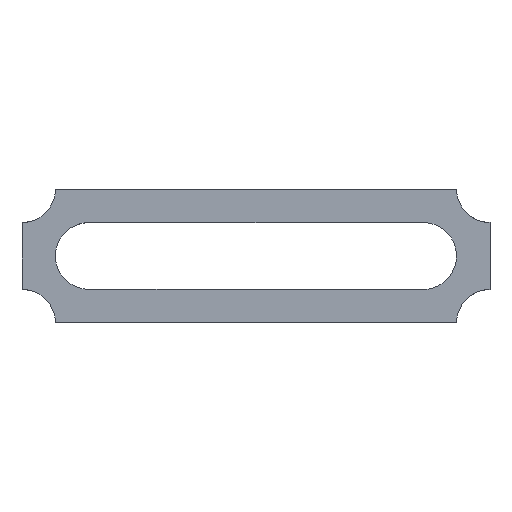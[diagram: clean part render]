
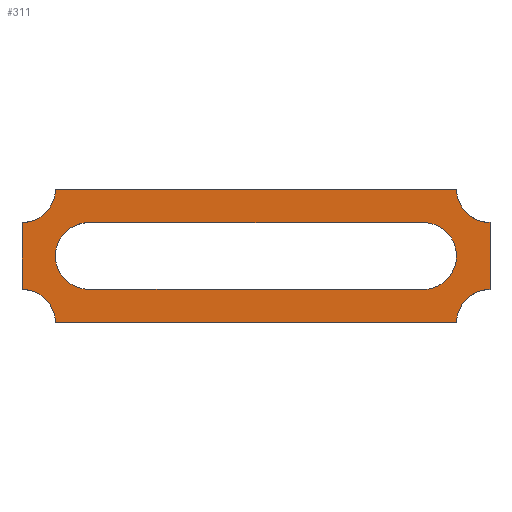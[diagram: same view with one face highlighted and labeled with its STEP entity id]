
A CAD part, top view. The second image highlights one B-rep face of the part: STEP entity #311.
In plain terms, the highlighted planar face has unit normal (0, 0, 1).
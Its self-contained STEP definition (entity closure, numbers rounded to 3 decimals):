
#19=FACE_BOUND('',#80,.T.);
#26=CIRCLE('',#330,5.);
#28=CIRCLE('',#334,5.);
#30=CIRCLE('',#339,5.);
#32=CIRCLE('',#343,5.);
#34=CIRCLE('',#347,5.);
#36=CIRCLE('',#351,5.);
#59=FACE_OUTER_BOUND('',#79,.T.);
#79=EDGE_LOOP('',(#265,#266,#267,#268,#269,#270,#271,#272));
#80=EDGE_LOOP('',(#273,#274,#275,#276));
#85=LINE('',#447,#111);
#89=LINE('',#459,#115);
#96=LINE('',#637,#122);
#100=LINE('',#649,#126);
#104=LINE('',#661,#130);
#108=LINE('',#671,#134);
#111=VECTOR('',#361,10.);
#115=VECTOR('',#373,10.);
#122=VECTOR('',#398,10.);
#126=VECTOR('',#410,10.);
#130=VECTOR('',#422,10.);
#134=VECTOR('',#434,10.);
#137=VERTEX_POINT('',#444);
#138=VERTEX_POINT('',#446);
#140=VERTEX_POINT('',#452);
#142=VERTEX_POINT('',#458);
#149=VERTEX_POINT('',#628);
#150=VERTEX_POINT('',#630);
#152=VERTEX_POINT('',#636);
#154=VERTEX_POINT('',#642);
#156=VERTEX_POINT('',#648);
#158=VERTEX_POINT('',#654);
#160=VERTEX_POINT('',#660);
#162=VERTEX_POINT('',#666);
#165=EDGE_CURVE('',#138,#137,#85,.T.);
#168=EDGE_CURVE('',#140,#138,#26,.T.);
#171=EDGE_CURVE('',#142,#140,#89,.T.);
#174=EDGE_CURVE('',#137,#142,#28,.T.);
#183=EDGE_CURVE('',#150,#149,#30,.T.);
#186=EDGE_CURVE('',#152,#150,#96,.T.);
#189=EDGE_CURVE('',#154,#152,#32,.T.);
#192=EDGE_CURVE('',#156,#154,#100,.T.);
#195=EDGE_CURVE('',#158,#156,#34,.T.);
#198=EDGE_CURVE('',#160,#158,#104,.T.);
#201=EDGE_CURVE('',#162,#160,#36,.T.);
#204=EDGE_CURVE('',#149,#162,#108,.T.);
#265=ORIENTED_EDGE('',*,*,#204,.T.);
#266=ORIENTED_EDGE('',*,*,#201,.T.);
#267=ORIENTED_EDGE('',*,*,#198,.T.);
#268=ORIENTED_EDGE('',*,*,#195,.T.);
#269=ORIENTED_EDGE('',*,*,#192,.T.);
#270=ORIENTED_EDGE('',*,*,#189,.T.);
#271=ORIENTED_EDGE('',*,*,#186,.T.);
#272=ORIENTED_EDGE('',*,*,#183,.T.);
#273=ORIENTED_EDGE('',*,*,#171,.T.);
#274=ORIENTED_EDGE('',*,*,#168,.T.);
#275=ORIENTED_EDGE('',*,*,#165,.T.);
#276=ORIENTED_EDGE('',*,*,#174,.T.);
#295=PLANE('',#353);
#311=ADVANCED_FACE('',(#59,#19),#295,.T.);
#330=AXIS2_PLACEMENT_3D('',#453,#367,#368);
#334=AXIS2_PLACEMENT_3D('',#463,#379,#380);
#339=AXIS2_PLACEMENT_3D('',#631,#392,#393);
#343=AXIS2_PLACEMENT_3D('',#643,#404,#405);
#347=AXIS2_PLACEMENT_3D('',#655,#416,#417);
#351=AXIS2_PLACEMENT_3D('',#667,#428,#429);
#353=AXIS2_PLACEMENT_3D('',#672,#435,#436);
#361=DIRECTION('',(-1.,0.,0.));
#367=DIRECTION('center_axis',(0.,0.,-1.));
#368=DIRECTION('ref_axis',(-1.,0.,0.));
#373=DIRECTION('',(1.,0.,0.));
#379=DIRECTION('center_axis',(0.,0.,-1.));
#380=DIRECTION('ref_axis',(-1.,0.,0.));
#392=DIRECTION('center_axis',(0.,0.,-1.));
#393=DIRECTION('ref_axis',(0.,1.,0.));
#398=DIRECTION('',(1.,0.,0.));
#404=DIRECTION('center_axis',(0.,0.,-1.));
#405=DIRECTION('ref_axis',(1.,0.,0.));
#410=DIRECTION('',(0.,-1.,0.));
#416=DIRECTION('center_axis',(0.,0.,-1.));
#417=DIRECTION('ref_axis',(0.,-1.,0.));
#422=DIRECTION('',(-1.,0.,0.));
#428=DIRECTION('center_axis',(0.,0.,-1.));
#429=DIRECTION('ref_axis',(-1.,0.,0.));
#434=DIRECTION('',(0.,1.,0.));
#435=DIRECTION('center_axis',(0.,0.,1.));
#436=DIRECTION('ref_axis',(1.,0.,0.));
#444=CARTESIAN_POINT('',(10.,7.5,7.6));
#446=CARTESIAN_POINT('',(59.913,7.501,7.6));
#447=CARTESIAN_POINT('',(47.457,7.501,7.6));
#452=CARTESIAN_POINT('',(60.,17.5,7.6));
#453=CARTESIAN_POINT('Origin',(60.,12.5,7.6));
#458=CARTESIAN_POINT('',(10.,17.5,7.6));
#459=CARTESIAN_POINT('',(22.5,17.5,7.6));
#463=CARTESIAN_POINT('Origin',(10.,12.5,7.6));
#628=CARTESIAN_POINT('',(70.,7.5,7.6));
#630=CARTESIAN_POINT('',(65.,2.5,7.6));
#631=CARTESIAN_POINT('Origin',(70.,2.5,7.6));
#636=CARTESIAN_POINT('',(5.,2.5,7.6));
#637=CARTESIAN_POINT('',(70.,2.5,7.6));
#642=CARTESIAN_POINT('',(0.,7.5,7.6));
#643=CARTESIAN_POINT('Origin',(0.,2.5,7.6));
#648=CARTESIAN_POINT('',(0.,17.5,7.6));
#649=CARTESIAN_POINT('',(0.,2.5,7.6));
#654=CARTESIAN_POINT('',(5.,22.5,7.6));
#655=CARTESIAN_POINT('Origin',(0.,22.5,7.6));
#660=CARTESIAN_POINT('',(65.,22.5,7.6));
#661=CARTESIAN_POINT('',(0.,22.5,7.6));
#666=CARTESIAN_POINT('',(70.,17.5,7.6));
#667=CARTESIAN_POINT('Origin',(70.,22.5,7.6));
#671=CARTESIAN_POINT('',(70.,22.5,7.6));
#672=CARTESIAN_POINT('Origin',(35.,12.5,7.6));
